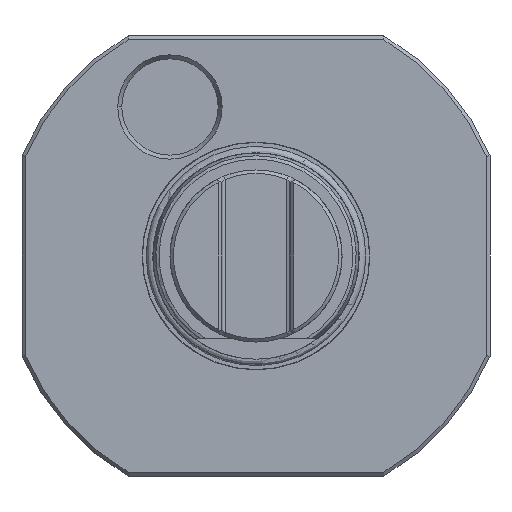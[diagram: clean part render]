
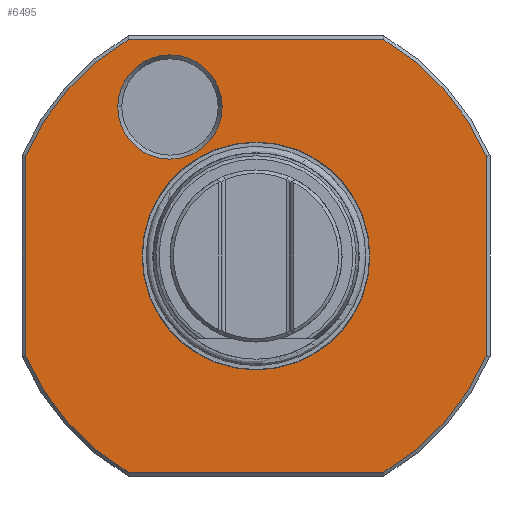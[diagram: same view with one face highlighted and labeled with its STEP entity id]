
A CAD part, left-side view. The second image highlights one B-rep face of the part: STEP entity #6495.
In plain terms, the highlighted planar face has unit normal (-1, 0, 0).
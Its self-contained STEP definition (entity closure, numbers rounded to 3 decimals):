
#214=CARTESIAN_POINT('',(-60.,0.,0.));
#215=DIRECTION('',(1.,0.,0.));
#216=DIRECTION('',(0.,-0.918,-0.397));
#217=AXIS2_PLACEMENT_3D('',#214,#215,#216);
#219=DIRECTION('',(0.,-1.,0.));
#220=VECTOR('',#219,36.878);
#221=CARTESIAN_POINT('',(-60.,18.439,-31.5));
#222=LINE('',#221,#220);
#223=CARTESIAN_POINT('',(-60.,0.,0.));
#224=DIRECTION('',(1.,0.,0.));
#225=DIRECTION('',(0.,0.505,-0.863));
#226=AXIS2_PLACEMENT_3D('',#223,#224,#225);
#228=DIRECTION('',(0.,0.,-1.));
#229=VECTOR('',#228,28.983);
#230=CARTESIAN_POINT('',(-60.,33.5,14.492));
#231=LINE('',#230,#229);
#232=CARTESIAN_POINT('',(-60.,0.,0.));
#233=DIRECTION('',(1.,0.,0.));
#234=DIRECTION('',(0.,0.918,0.397));
#235=AXIS2_PLACEMENT_3D('',#232,#233,#234);
#237=DIRECTION('',(0.,1.,0.));
#238=VECTOR('',#237,36.879);
#239=CARTESIAN_POINT('',(-60.,-18.439,31.5));
#240=LINE('',#239,#238);
#241=CARTESIAN_POINT('',(-60.,0.,0.));
#242=DIRECTION('',(1.,0.,0.));
#243=DIRECTION('',(0.,-0.505,0.863));
#244=AXIS2_PLACEMENT_3D('',#241,#242,#243);
#246=DIRECTION('',(0.,0.,1.));
#247=VECTOR('',#246,28.983);
#248=CARTESIAN_POINT('',(-60.,-33.5,
-14.491));
#249=LINE('',#248,#247);
#250=CARTESIAN_POINT('',(-60.,0.,0.));
#251=DIRECTION('',(1.,0.,0.));
#252=DIRECTION('',(0.,-1.,0.));
#253=AXIS2_PLACEMENT_3D('',#250,#251,#252);
#255=CARTESIAN_POINT('',(-60.,0.,0.));
#256=DIRECTION('',(1.,0.,0.));
#257=DIRECTION('',(0.,1.,0.));
#258=AXIS2_PLACEMENT_3D('',#255,#256,#257);
#260=CARTESIAN_POINT('',(-60.,12.5,21.651));
#261=DIRECTION('',(1.,0.,0.));
#262=DIRECTION('',(0.,-1.,0.));
#263=AXIS2_PLACEMENT_3D('',#260,#261,#262);
#265=CARTESIAN_POINT('',(-60.,12.5,21.651));
#266=DIRECTION('',(1.,0.,0.));
#267=DIRECTION('',(0.,1.,0.));
#268=AXIS2_PLACEMENT_3D('',#265,#266,#267);
#5680=CARTESIAN_POINT('',(-60.,-16.55,0.));
#5681=CARTESIAN_POINT('',(-60.,16.55,0.));
#5682=VERTEX_POINT('',#5680);
#5683=VERTEX_POINT('',#5681);
#5684=CARTESIAN_POINT('',(-60.,4.923,21.651));
#5685=CARTESIAN_POINT('',(-60.,20.077,21.651));
#5686=VERTEX_POINT('',#5684);
#5687=VERTEX_POINT('',#5685);
#5704=CARTESIAN_POINT('',(-60.,-33.5,-14.491));
#5705=CARTESIAN_POINT('',(-60.,-18.439,-31.5));
#5706=VERTEX_POINT('',#5704);
#5707=VERTEX_POINT('',#5705);
#5712=CARTESIAN_POINT('',(-60.,18.439,-31.5));
#5713=CARTESIAN_POINT('',(-60.,33.5,-14.491));
#5714=VERTEX_POINT('',#5712);
#5715=VERTEX_POINT('',#5713);
#5720=CARTESIAN_POINT('',(-60.,33.5,14.492));
#5721=CARTESIAN_POINT('',(-60.,18.44,31.5));
#5722=VERTEX_POINT('',#5720);
#5723=VERTEX_POINT('',#5721);
#5728=CARTESIAN_POINT('',(-60.,-18.44,31.5));
#5729=CARTESIAN_POINT('',(-60.,-33.5,14.492));
#5730=VERTEX_POINT('',#5728);
#5731=VERTEX_POINT('',#5729);
#6461=CARTESIAN_POINT('',(-60.,0.,0.));
#6462=DIRECTION('',(-1.,0.,0.));
#6463=DIRECTION('',(0.,1.,0.));
#6464=AXIS2_PLACEMENT_3D('',#6461,#6462,#6463);
#6465=PLANE('',#6464);
#6467=ORIENTED_EDGE('',*,*,#6466,.T.);
#6469=ORIENTED_EDGE('',*,*,#6468,.F.);
#6471=ORIENTED_EDGE('',*,*,#6470,.T.);
#6473=ORIENTED_EDGE('',*,*,#6472,.F.);
#6474=ORIENTED_EDGE('',*,*,#6451,.T.);
#6476=ORIENTED_EDGE('',*,*,#6475,.F.);
#6478=ORIENTED_EDGE('',*,*,#6477,.T.);
#6480=ORIENTED_EDGE('',*,*,#6479,.F.);
#6481=EDGE_LOOP('',(#6467,#6469,#6471,#6473,#6474,#6476,#6478,#6480));
#6482=FACE_OUTER_BOUND('',#6481,.F.);
#6484=ORIENTED_EDGE('',*,*,#6483,.F.);
#6486=ORIENTED_EDGE('',*,*,#6485,.F.);
#6487=EDGE_LOOP('',(#6484,#6486));
#6488=FACE_BOUND('',#6487,.F.);
#6490=ORIENTED_EDGE('',*,*,#6489,.F.);
#6492=ORIENTED_EDGE('',*,*,#6491,.F.);
#6493=EDGE_LOOP('',(#6490,#6492));
#6494=FACE_BOUND('',#6493,.F.);
#218=CIRCLE('',#217,36.5);
#227=CIRCLE('',#226,36.5);
#236=CIRCLE('',#235,36.501);
#245=CIRCLE('',#244,36.501);
#254=CIRCLE('',#253,16.55);
#259=CIRCLE('',#258,16.55);
#264=CIRCLE('',#263,7.577);
#269=CIRCLE('',#268,7.577);
#6451=EDGE_CURVE('',#5722,#5723,#236,.T.);
#6466=EDGE_CURVE('',#5706,#5707,#218,.T.);
#6468=EDGE_CURVE('',#5714,#5707,#222,.T.);
#6470=EDGE_CURVE('',#5714,#5715,#227,.T.);
#6472=EDGE_CURVE('',#5722,#5715,#231,.T.);
#6475=EDGE_CURVE('',#5730,#5723,#240,.T.);
#6477=EDGE_CURVE('',#5730,#5731,#245,.T.);
#6479=EDGE_CURVE('',#5706,#5731,#249,.T.);
#6483=EDGE_CURVE('',#5682,#5683,#254,.T.);
#6485=EDGE_CURVE('',#5683,#5682,#259,.T.);
#6489=EDGE_CURVE('',#5686,#5687,#264,.T.);
#6491=EDGE_CURVE('',#5687,#5686,#269,.T.);
#6495=ADVANCED_FACE('',(#6482,#6488,#6494),#6465,.T.);
